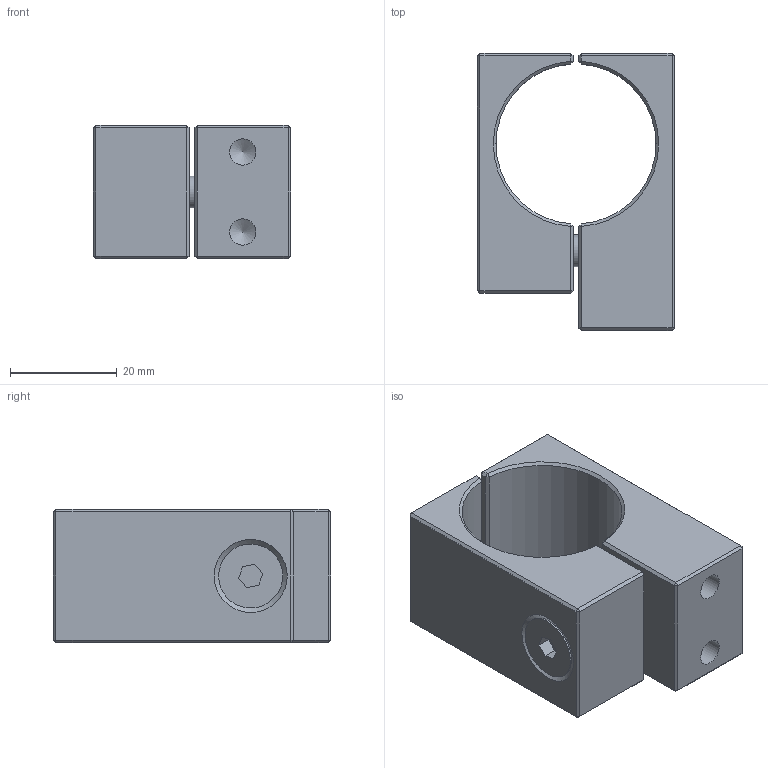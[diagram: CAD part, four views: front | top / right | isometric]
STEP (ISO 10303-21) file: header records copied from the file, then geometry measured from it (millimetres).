
FILE_DESCRIPTION(/* description */ ('Norm.ipt Template'),/* implementation_level */ '2;1');
FILE_NAME(/* name */ 'MT_BGR00017821.stp',/* time_stamp */ '2024-09-17T15:14:47+02:00',/* author */ ('michael.schutter'),/* organization */ (''),/* preprocessor_version */ 'ST-DEVELOPER v19.2',/* originating_system */ 'Autodesk Inventor 2023',/* authorisation */ '');
FILE_SCHEMA (('AUTOMOTIVE_DESIGN { 1 0 10303 214 3 1 1 }'));
Length unit declared in the file: millimetre
Products named in the file (1): MT_WST00117664 Dummy Halterung
Bounding box: 37 x 52 x 25 mm (x, y, z)
Volume: 25772.7 mm3; surface area: 10229.5 mm2
Topology: 1 solids, 1 shells, 94 faces, 189 edges, 102 vertices
Faces by surface type: plane 78, cone 8, cylinder 7, torus 1
Full cylindrical faces by diameter (mm): 4.917 x2, 6 x2, 12 x1
Entity records: 2489 total; most frequent: CARTESIAN_POINT 432, DIRECTION 385, ORIENTED_EDGE 374, EDGE_CURVE 187, LINE 147, VECTOR 147, AXIS2_PLACEMENT_3D 119, VERTEX_POINT 101
